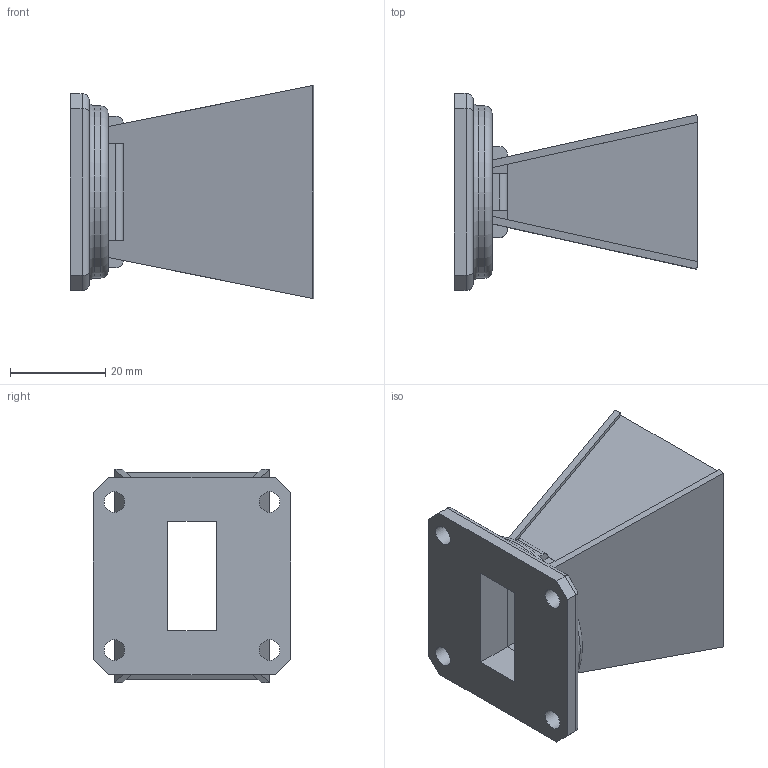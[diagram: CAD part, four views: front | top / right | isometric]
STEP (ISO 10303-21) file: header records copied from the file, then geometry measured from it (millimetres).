
FILE_DESCRIPTION (( 'STEP AP214' ), '1' );
FILE_NAME ('FM9856B-10_3D.STEP', '2021-02-02T14:55:45', ( '' ), ( '' ), 'SwSTEP 2.0', 'SolidWorks 2018', '' );
FILE_SCHEMA (( 'AUTOMOTIVE_DESIGN' ));
Length unit declared in the file: inch
Products named in the file (1): FM9856B-10_3D
Bounding box: 51.05 x 41.27 x 44.7 mm (x, y, z)
Volume: 16736.3 mm3; surface area: 14269.6 mm2
Topology: 1 solids, 1 shells, 79 faces, 200 edges, 125 vertices
Faces by surface type: plane 58, cylinder 19, torus 2
Full cylindrical faces by diameter (mm): 4.318 x4, 36.068 x1
Entity records: 2336 total; most frequent: CARTESIAN_POINT 450, ORIENTED_EDGE 384, DIRECTION 354, EDGE_CURVE 192, VECTOR 154, LINE 154, VERTEX_POINT 124, AXIS2_PLACEMENT_3D 100
